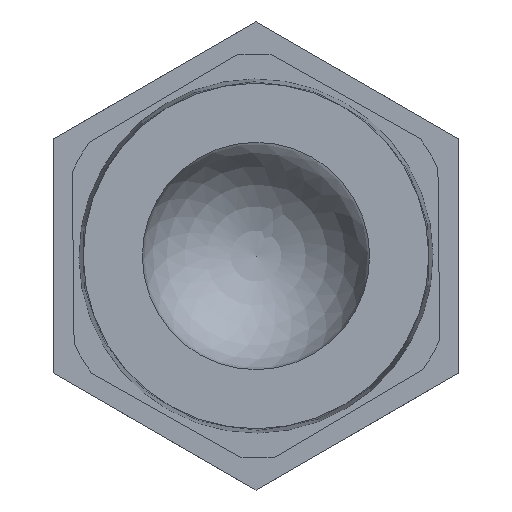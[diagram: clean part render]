
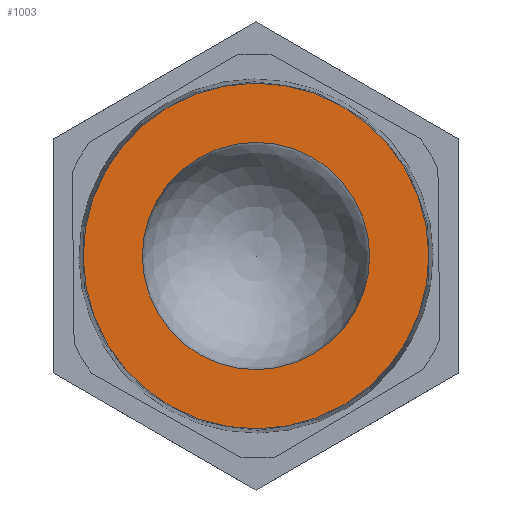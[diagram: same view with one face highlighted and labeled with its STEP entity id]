
A CAD part, front view. The second image highlights one B-rep face of the part: STEP entity #1003.
In plain terms, the highlighted planar face has unit normal (0, -1, 0).
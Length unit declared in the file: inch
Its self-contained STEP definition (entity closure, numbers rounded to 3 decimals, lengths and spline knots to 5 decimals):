
#72=FACE_BOUND('',#234,.T.);
#98=CIRCLE('',#1151,0.475);
#99=CIRCLE('',#1152,0.475);
#100=CIRCLE('',#1153,0.3125);
#101=CIRCLE('',#1154,0.3125);
#176=FACE_OUTER_BOUND('',#233,.T.);
#233=EDGE_LOOP('',(#732,#733));
#234=EDGE_LOOP('',(#734,#735));
#436=VERTEX_POINT('',#1707);
#437=VERTEX_POINT('',#1708);
#438=VERTEX_POINT('',#1711);
#439=VERTEX_POINT('',#1712);
#555=EDGE_CURVE('',#436,#437,#98,.T.);
#556=EDGE_CURVE('',#437,#436,#99,.T.);
#557=EDGE_CURVE('',#438,#439,#100,.T.);
#558=EDGE_CURVE('',#439,#438,#101,.T.);
#732=ORIENTED_EDGE('',*,*,#555,.F.);
#733=ORIENTED_EDGE('',*,*,#556,.F.);
#734=ORIENTED_EDGE('',*,*,#557,.T.);
#735=ORIENTED_EDGE('',*,*,#558,.T.);
#970=PLANE('',#1150);
#1003=ADVANCED_FACE('',(#176,#72),#970,.T.);
#1150=AXIS2_PLACEMENT_3D('',#1706,#1358,#1359);
#1151=AXIS2_PLACEMENT_3D('',#1709,#1360,#1361);
#1152=AXIS2_PLACEMENT_3D('',#1710,#1362,#1363);
#1153=AXIS2_PLACEMENT_3D('',#1713,#1364,#1365);
#1154=AXIS2_PLACEMENT_3D('',#1714,#1366,#1367);
#1358=DIRECTION('center_axis',(0.,-1.,0.));
#1359=DIRECTION('ref_axis',(0.,0.,-1.));
#1360=DIRECTION('center_axis',(0.,1.,0.));
#1361=DIRECTION('ref_axis',(1.,0.,0.));
#1362=DIRECTION('center_axis',(0.,1.,0.));
#1363=DIRECTION('ref_axis',(1.,0.,0.));
#1364=DIRECTION('center_axis',(0.,1.,0.));
#1365=DIRECTION('ref_axis',(1.,0.,0.));
#1366=DIRECTION('center_axis',(0.,1.,0.));
#1367=DIRECTION('ref_axis',(1.,0.,0.));
#1706=CARTESIAN_POINT('Origin',(-0.475,0.,0.));
#1707=CARTESIAN_POINT('',(-0.475,0.,0.));
#1708=CARTESIAN_POINT('',(0.475,0.,0.));
#1709=CARTESIAN_POINT('Origin',(0.,0.,0.));
#1710=CARTESIAN_POINT('Origin',(0.,0.,0.));
#1711=CARTESIAN_POINT('',(-0.3125,0.,0.));
#1712=CARTESIAN_POINT('',(0.3125,0.,0.));
#1713=CARTESIAN_POINT('Origin',(0.,0.,0.));
#1714=CARTESIAN_POINT('Origin',(0.,0.,0.));
